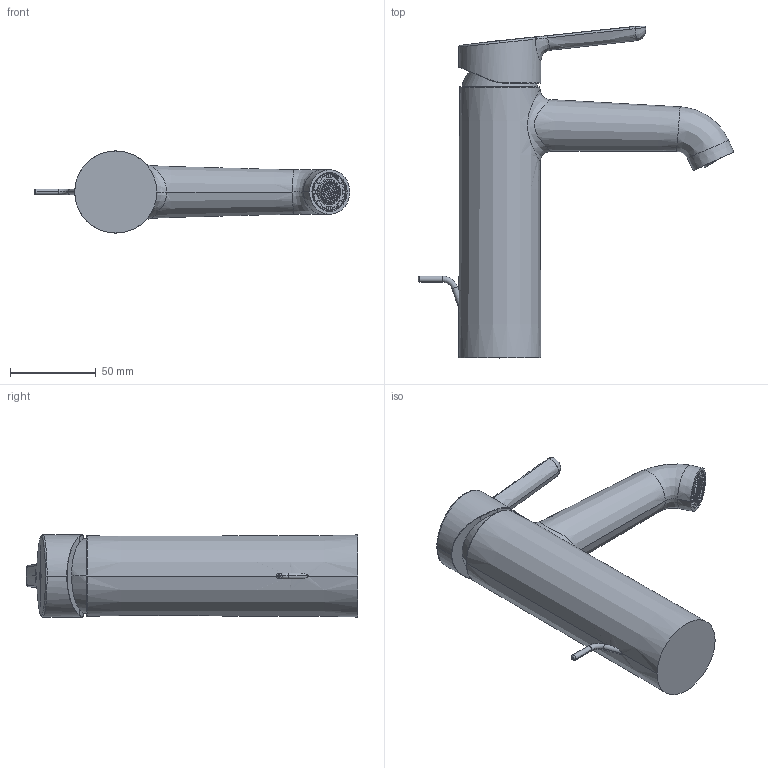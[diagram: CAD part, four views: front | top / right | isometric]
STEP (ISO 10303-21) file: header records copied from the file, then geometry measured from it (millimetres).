
FILE_DESCRIPTION((''),'2;1');
FILE_NAME('TVW116005000_3DPL','2025-05-29T11:00:30',('ilievp'),(''),'CREO PARAMETRIC BY PTC INC, 2024253','CREO PARAMETRIC BY PTC INC, 2024253','');
FILE_SCHEMA(('AP242_MANAGED_MODEL_BASED_3D_ENGINEERING_MIM_LF { 1 0 10303 442 1 1 4 }'));
Length unit declared in the file: millimetre
Products named in the file (1): TVW116005000_3DPL
Bounding box: 184.44 x 194.08 x 48 mm (x, y, z)
Volume: 401884.4 mm3; surface area: 44638 mm2
Topology: 1 solids, 1 shells, 1075 faces, 2863 edges, 1881 vertices
Faces by surface type: cylinder 466, plane 356, extrusion 112, bspline 102, torus 27, cone 10, sphere 2
Entity records: 50673 total; most frequent: CARTESIAN_POINT 18398, ORIENTED_EDGE 5726, DIRECTION 3713, EDGE_CURVE 2863, VERTEX_POINT 1881, VECTOR 1527, LINE 1415, B_SPLINE_CURVE_WITH_KNOTS 1328
